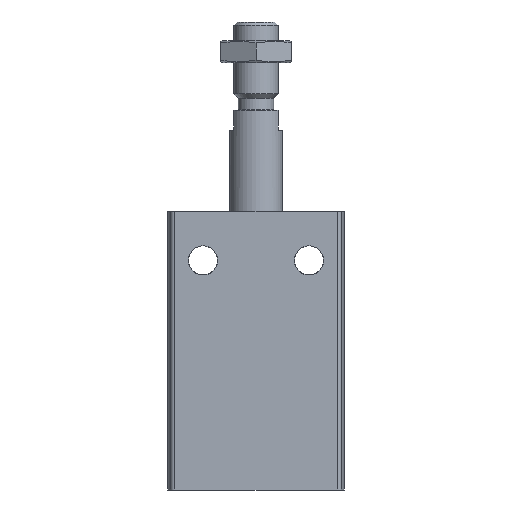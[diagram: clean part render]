
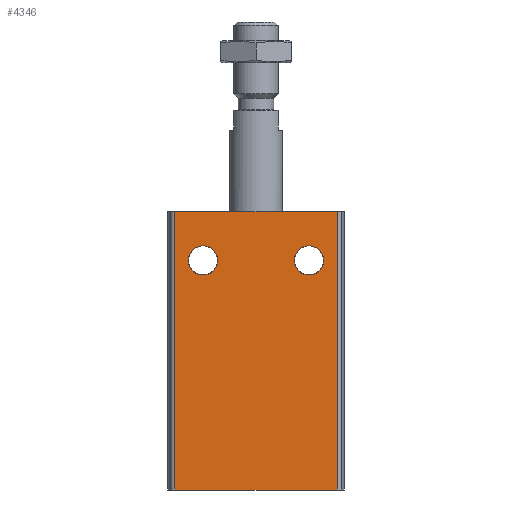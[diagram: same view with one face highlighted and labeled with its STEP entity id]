
A CAD part, front view. The second image highlights one B-rep face of the part: STEP entity #4346.
In plain terms, the highlighted planar face has unit normal (0, -1, 0).
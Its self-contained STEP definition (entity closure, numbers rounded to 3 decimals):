
#120=PLANE('',#4804);
#410=LINE('',#7346,#756);
#421=LINE('',#7398,#767);
#434=LINE('',#7440,#780);
#435=LINE('',#7441,#781);
#756=VECTOR('',#5722,1000.);
#767=VECTOR('',#5769,1000.);
#780=VECTOR('',#5810,1000.);
#781=VECTOR('',#5811,1000.);
#875=CIRCLE('',#4534,3.3);
#947=CIRCLE('',#4684,3.3);
#1737=ORIENTED_EDGE('',*,*,#2348,.F.);
#1738=ORIENTED_EDGE('',*,*,#2601,.F.);
#1739=ORIENTED_EDGE('',*,*,#2735,.T.);
#1740=ORIENTED_EDGE('',*,*,#2788,.T.);
#1741=ORIENTED_EDGE('',*,*,#2763,.F.);
#1742=ORIENTED_EDGE('',*,*,#2789,.F.);
#2348=EDGE_CURVE('',#2971,#2971,#875,.T.);
#2601=EDGE_CURVE('',#3164,#3164,#947,.T.);
#2735=EDGE_CURVE('',#3266,#3265,#410,.T.);
#2763=EDGE_CURVE('',#3288,#3289,#421,.T.);
#2788=EDGE_CURVE('',#3265,#3289,#434,.T.);
#2789=EDGE_CURVE('',#3266,#3288,#435,.T.);
#2971=VERTEX_POINT('',#6361);
#3164=VERTEX_POINT('',#7008);
#3265=VERTEX_POINT('',#7345);
#3266=VERTEX_POINT('',#7347);
#3288=VERTEX_POINT('',#7397);
#3289=VERTEX_POINT('',#7399);
#3591=EDGE_LOOP('',(#1737));
#3592=EDGE_LOOP('',(#1738));
#3593=EDGE_LOOP('',(#1739,#1740,#1741,#1742));
#3915=FACE_BOUND('',#3591,.T.);
#3916=FACE_BOUND('',#3592,.T.);
#3917=FACE_BOUND('',#3593,.T.);
#4346=ADVANCED_FACE('',(#3915,#3916,#3917),#120,.T.);
#4534=AXIS2_PLACEMENT_3D('',#6360,#5017,#5018);
#4684=AXIS2_PLACEMENT_3D('',#7007,#5472,#5473);
#4804=AXIS2_PLACEMENT_3D('',#7439,#5808,#5809);
#5017=DIRECTION('',(0.,-1.,0.));
#5018=DIRECTION('',(0.,0.,-1.));
#5472=DIRECTION('',(0.,-1.,0.));
#5473=DIRECTION('',(0.,0.,-1.));
#5722=DIRECTION('',(1.,0.,0.));
#5769=DIRECTION('',(1.,0.,0.));
#5808=DIRECTION('',(0.,-1.,0.));
#5809=DIRECTION('',(0.,0.,-1.));
#5810=DIRECTION('',(0.,0.,1.));
#5811=DIRECTION('',(0.,0.,1.));
#6360=CARTESIAN_POINT('',(-12.,-31.,-11.));
#6361=CARTESIAN_POINT('',(-12.,-31.,-14.3));
#7007=CARTESIAN_POINT('',(12.,-31.,-11.));
#7008=CARTESIAN_POINT('',(12.,-31.,-14.3));
#7345=CARTESIAN_POINT('',(18.411,-31.,-63.));
#7346=CARTESIAN_POINT('',(-20.,-31.,-63.));
#7347=CARTESIAN_POINT('',(-18.411,-31.,-63.));
#7397=CARTESIAN_POINT('',(-18.411,-31.,0.));
#7398=CARTESIAN_POINT('',(-20.,-31.,0.));
#7399=CARTESIAN_POINT('',(18.411,-31.,0.));
#7439=CARTESIAN_POINT('',(-20.,-31.,-63.));
#7440=CARTESIAN_POINT('',(18.411,-31.,-63.));
#7441=CARTESIAN_POINT('',(-18.411,-31.,-63.));
